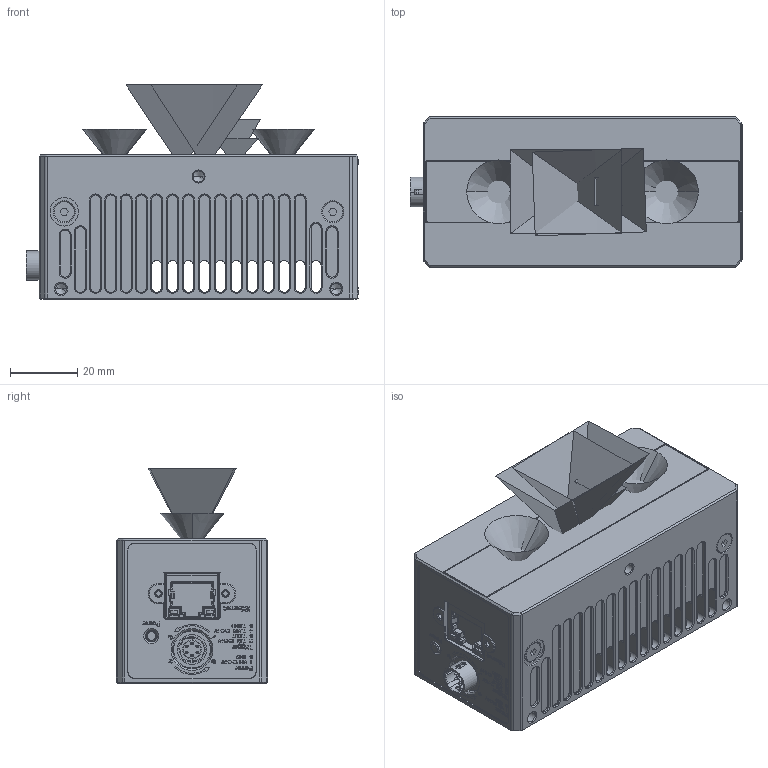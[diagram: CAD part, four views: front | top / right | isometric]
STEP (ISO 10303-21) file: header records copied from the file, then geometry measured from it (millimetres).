
FILE_DESCRIPTION((''),'1');
FILE_NAME('#1740948824','#2021-09-17T13:13:32',(''),(''),' UNKOWN, 1',' UNKOWN, 1','');
FILE_SCHEMA((' CONFIG_CONTROL_DESIGN'));
Products named in the file (1): EYE_IN_HAND-STR
Bounding box: 98.9 x 45 x 63.77 mm (x, y, z)
Volume: 159117 mm3; surface area: 44604.7 mm2
Topology: 2 solids, 17 shells, 3343 faces, 9514 edges, 6312 vertices
Faces by surface type: plane 2681, cylinder 401, cone 207, bspline 30, extrusion 20, sphere 4
Entity records: 112212 total; most frequent: CARTESIAN_POINT 22050, ORIENTED_EDGE 18958, DIRECTION 17055, EDGE_CURVE 9492, VECTOR 7983, LINE 7963, VERTEX_POINT 6312, AXIS2_PLACEMENT_3D 4536
